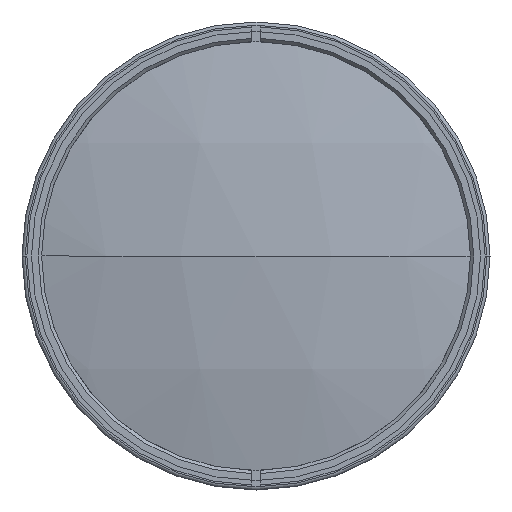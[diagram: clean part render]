
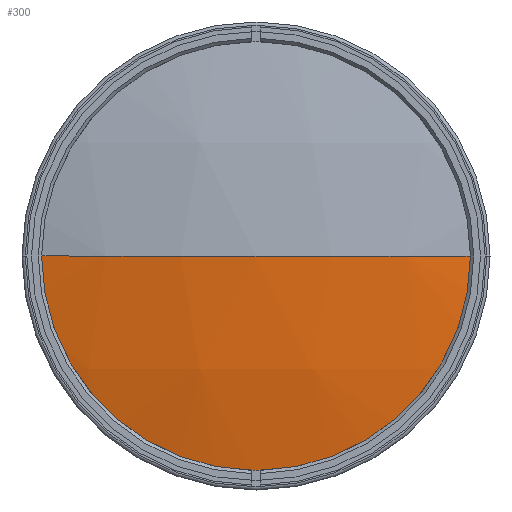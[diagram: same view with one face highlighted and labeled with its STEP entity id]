
A CAD part, left-side view. The second image highlights one B-rep face of the part: STEP entity #300.
In plain terms, the highlighted spherical face has radius 300.64 mm.
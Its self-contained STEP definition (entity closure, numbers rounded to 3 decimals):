
#231 = DIRECTION ( 'NONE',  ( 0., -1., 0. ) ) ;
#291 = CARTESIAN_POINT ( 'NONE',  ( 22.64, 0., 0. ) ) ;
#300 = ADVANCED_FACE ( 'NONE', ( #1480 ), #2649, .T. ) ;
#402 = DIRECTION ( 'NONE',  ( 0., 1., 0. ) ) ;
#491 = DIRECTION ( 'NONE',  ( 0., 0., 1. ) ) ;
#706 = CIRCLE ( 'NONE', #1217, 68.5 ) ;
#779 = CARTESIAN_POINT ( 'NONE',  ( -278., 0., 0. ) ) ;
#832 = EDGE_CURVE ( 'NONE', #889, #874, #706, .T. ) ;
#860 = ORIENTED_EDGE ( 'NONE', *, *, #832, .T. ) ;
#874 = VERTEX_POINT ( 'NONE', #1369 ) ;
#889 = VERTEX_POINT ( 'NONE', #2926 ) ;
#999 = DIRECTION ( 'NONE',  ( 0., 0., -1. ) ) ;
#1151 = EDGE_LOOP ( 'NONE', ( #860, #2715, #2474 ) ) ;
#1156 = AXIS2_PLACEMENT_3D ( 'NONE', #1517, #2417, #402 ) ;
#1171 = DIRECTION ( 'NONE',  ( 0., 1., 0. ) ) ;
#1197 = EDGE_CURVE ( 'NONE', #889, #2646, #2340, .T. ) ;
#1217 = AXIS2_PLACEMENT_3D ( 'NONE', #2944, #1573, #1802 ) ;
#1310 = AXIS2_PLACEMENT_3D ( 'NONE', #291, #999, #1171 ) ;
#1369 = CARTESIAN_POINT ( 'NONE',  ( -270.092, -68.5, 0. ) ) ;
#1480 = FACE_OUTER_BOUND ( 'NONE', #1151, .T. ) ;
#1495 = AXIS2_PLACEMENT_3D ( 'NONE', #2523, #491, #231 ) ;
#1517 = CARTESIAN_POINT ( 'NONE',  ( 22.64, 0., 0. ) ) ;
#1573 = DIRECTION ( 'NONE',  ( -1., 0., 0. ) ) ;
#1802 = DIRECTION ( 'NONE',  ( 0., 0., 1. ) ) ;
#2286 = EDGE_CURVE ( 'NONE', #874, #2646, #2920, .T. ) ;
#2340 = CIRCLE ( 'NONE', #1495, 300.64 ) ;
#2417 = DIRECTION ( 'NONE',  ( 0., 0., -1. ) ) ;
#2474 = ORIENTED_EDGE ( 'NONE', *, *, #1197, .F. ) ;
#2523 = CARTESIAN_POINT ( 'NONE',  ( 22.64, 0., 0. ) ) ;
#2646 = VERTEX_POINT ( 'NONE', #779 ) ;
#2649 = SPHERICAL_SURFACE ( 'NONE', #1156, 300.64 ) ;
#2715 = ORIENTED_EDGE ( 'NONE', *, *, #2286, .T. ) ;
#2920 = CIRCLE ( 'NONE', #1310, 300.64 ) ;
#2926 = CARTESIAN_POINT ( 'NONE',  ( -270.092, 68.5, 0. ) ) ;
#2944 = CARTESIAN_POINT ( 'NONE',  ( -270.092, 0., 0. ) ) ;
